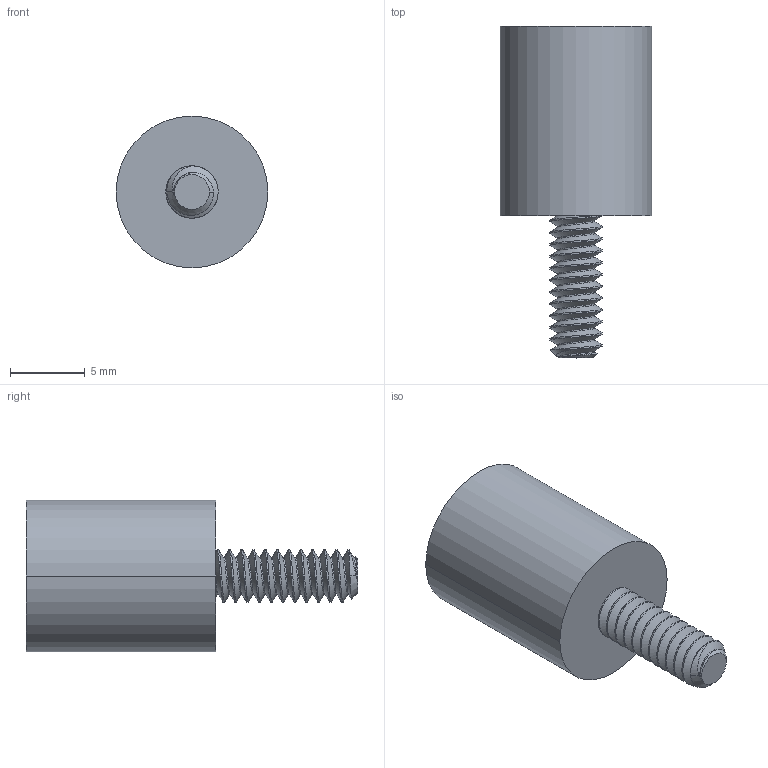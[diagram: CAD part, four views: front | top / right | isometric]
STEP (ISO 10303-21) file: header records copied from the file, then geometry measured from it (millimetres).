
FILE_DESCRIPTION (( 'STEP AP203' ), '1' );
FILE_NAME ('96905K39.step', '2016-12-12T15:00:11', ( '' ), ( '' ), 'SwSTEP 2.0', 'SolidWorks 2010', '' );
FILE_SCHEMA (( 'CONFIG_CONTROL_DESIGN' ));
Length unit declared in the file: inch
Products named in the file (1): 96905K39
Bounding box: 10.16 x 22.23 x 10.16 mm (x, y, z)
Volume: 1061 mm3; surface area: 787.7 mm2
Topology: 1 solids, 1 shells, 53 faces, 149 edges, 98 vertices
Faces by surface type: cylinder 36, cone 8, bspline 6, plane 3
Entity records: 4893 total; most frequent: CARTESIAN_POINT 3718, ORIENTED_EDGE 294, DIRECTION 164, EDGE_CURVE 147, VERTEX_POINT 98, AXIS2_PLACEMENT_3D 61, EDGE_LOOP 55, FACE_OUTER_BOUND 53
